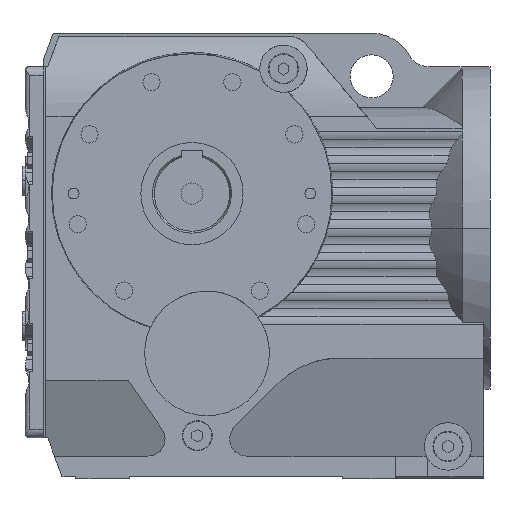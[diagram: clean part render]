
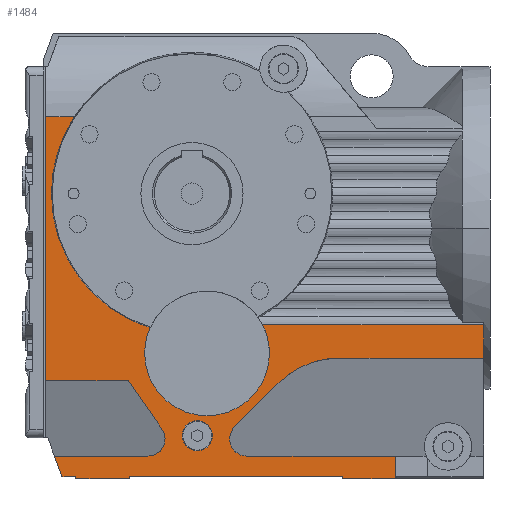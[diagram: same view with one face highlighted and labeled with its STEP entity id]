
A CAD part, front view. The second image highlights one B-rep face of the part: STEP entity #1484.
In plain terms, the highlighted planar face has unit normal (0, -1, 0).
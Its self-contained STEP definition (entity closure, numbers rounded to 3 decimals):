
#1484=ADVANCED_FACE('NONE',(#3136,#3137),#3138,.F.);
#3136=FACE_OUTER_BOUND('',#4970,.T.);
#3137=FACE_BOUND('',#4971,.T.);
#3138=PLANE('',#4972);
#4970=EDGE_LOOP('',(#9493,#9494,#9495,#9496,#9497,#9498,#9499,#9500,#9501,#9502,#9503,#9504,#9505,#9506,#9507,#9508,#9509,#9510,#9511,#9512,#9513,#9514,#9515,#9516,#9517,#9518,#9519,#9520,#9521));
#4971=EDGE_LOOP('',(#9522,#9523));
#4972=AXIS2_PLACEMENT_3D('',#9524,#9525,#9526);
#9493=ORIENTED_EDGE('',*,*,#12448,.T.);
#9494=ORIENTED_EDGE('',*,*,#12632,.T.);
#9495=ORIENTED_EDGE('',*,*,#12620,.T.);
#9496=ORIENTED_EDGE('',*,*,#12633,.T.);
#9497=ORIENTED_EDGE('',*,*,#12330,.F.);
#9498=ORIENTED_EDGE('',*,*,#12634,.F.);
#9499=ORIENTED_EDGE('',*,*,#12629,.F.);
#9500=ORIENTED_EDGE('',*,*,#12635,.T.);
#9501=ORIENTED_EDGE('',*,*,#12636,.T.);
#9502=ORIENTED_EDGE('',*,*,#12637,.F.);
#9503=ORIENTED_EDGE('',*,*,#12638,.F.);
#9504=ORIENTED_EDGE('',*,*,#12639,.F.);
#9505=ORIENTED_EDGE('',*,*,#12640,.T.);
#9506=ORIENTED_EDGE('',*,*,#12641,.F.);
#9507=ORIENTED_EDGE('',*,*,#12642,.F.);
#9508=ORIENTED_EDGE('',*,*,#12643,.T.);
#9509=ORIENTED_EDGE('',*,*,#12644,.T.);
#9510=ORIENTED_EDGE('',*,*,#12645,.T.);
#9511=ORIENTED_EDGE('',*,*,#10894,.T.);
#9512=ORIENTED_EDGE('',*,*,#12646,.T.);
#9513=ORIENTED_EDGE('',*,*,#12647,.T.);
#9514=ORIENTED_EDGE('',*,*,#12614,.F.);
#9515=ORIENTED_EDGE('',*,*,#12603,.T.);
#9516=ORIENTED_EDGE('',*,*,#12527,.T.);
#9517=ORIENTED_EDGE('',*,*,#12182,.F.);
#9518=ORIENTED_EDGE('',*,*,#12188,.F.);
#9519=ORIENTED_EDGE('',*,*,#12648,.F.);
#9520=ORIENTED_EDGE('',*,*,#12392,.T.);
#9521=ORIENTED_EDGE('',*,*,#12426,.T.);
#9522=ORIENTED_EDGE('',*,*,#12649,.F.);
#9523=ORIENTED_EDGE('',*,*,#12129,.F.);
#9524=CARTESIAN_POINT('',(90.674,-122.0,126.0));
#9525=DIRECTION('',(0.0,1.0,0.0));
#9526=DIRECTION('',(0.0,0.0,-1.0));
#10894=EDGE_CURVE('NONE',#13026,#13030,#13032,.T.);
#12129=EDGE_CURVE('NONE',#14894,#14896,#14897,.T.);
#12182=EDGE_CURVE('NONE',#14987,#14989,#14990,.T.);
#12188=EDGE_CURVE('NONE',#14997,#14987,#14999,.T.);
#12330=EDGE_CURVE('NONE',#15248,#15250,#15251,.T.);
#12392=EDGE_CURVE('NONE',#15344,#15342,#15345,.T.);
#12426=EDGE_CURVE('NONE',#15342,#15398,#15400,.T.);
#12448=EDGE_CURVE('NONE',#15398,#15433,#15435,.T.);
#12527=EDGE_CURVE('NONE',#15560,#14989,#15561,.T.);
#12603=EDGE_CURVE('NONE',#15649,#15560,#15650,.T.);
#12614=EDGE_CURVE('NONE',#15649,#15665,#15666,.T.);
#12620=EDGE_CURVE('NONE',#15674,#15675,#15676,.T.);
#12629=EDGE_CURVE('NONE',#15688,#15690,#15691,.T.);
#12632=EDGE_CURVE('NONE',#15433,#15674,#15694,.T.);
#12633=EDGE_CURVE('NONE',#15675,#15250,#15695,.T.);
#12634=EDGE_CURVE('NONE',#15690,#15248,#15696,.T.);
#12635=EDGE_CURVE('NONE',#15688,#15697,#15698,.T.);
#12636=EDGE_CURVE('NONE',#15697,#15699,#15700,.T.);
#12637=EDGE_CURVE('NONE',#15701,#15699,#15702,.T.);
#12638=EDGE_CURVE('NONE',#15703,#15701,#15704,.T.);
#12639=EDGE_CURVE('NONE',#15705,#15703,#15706,.T.);
#12640=EDGE_CURVE('NONE',#15705,#15707,#15708,.T.);
#12641=EDGE_CURVE('NONE',#15709,#15707,#15710,.T.);
#12642=EDGE_CURVE('NONE',#15711,#15709,#15712,.T.);
#12643=EDGE_CURVE('NONE',#15711,#15713,#15714,.T.);
#12644=EDGE_CURVE('NONE',#15713,#15715,#15716,.T.);
#12645=EDGE_CURVE('NONE',#15715,#13026,#15717,.T.);
#12646=EDGE_CURVE('NONE',#13030,#15718,#15719,.T.);
#12647=EDGE_CURVE('NONE',#15718,#15665,#15720,.T.);
#12648=EDGE_CURVE('NONE',#15344,#14997,#15721,.T.);
#12649=EDGE_CURVE('NONE',#14896,#14894,#15722,.T.);
#13026=VERTEX_POINT('',#16321);
#13030=VERTEX_POINT('NONE',#16336);
#13032=CIRCLE('',#16339,16.0);
#14894=VERTEX_POINT('NONE',#20860);
#14896=VERTEX_POINT('NONE',#20863);
#14897=CIRCLE('',#20864,14.0);
#14987=VERTEX_POINT('NONE',#21089);
#14989=VERTEX_POINT('NONE',#21092);
#14990=CIRCLE('',#21093,58.0);
#14997=VERTEX_POINT('NONE',#21110);
#14999=CIRCLE('',#21113,58.0);
#15248=VERTEX_POINT('NONE',#21538);
#15250=VERTEX_POINT('NONE',#21541);
#15251=CIRCLE('',#21542,16.0);
#15342=VERTEX_POINT('NONE',#21836);
#15344=VERTEX_POINT('NONE',#21839);
#15345=CIRCLE('',#21840,130.628);
#15398=VERTEX_POINT('NONE',#21962);
#15400=CIRCLE('',#22009,130.628);
#15433=VERTEX_POINT('NONE',#22195);
#15435=LINE('',#22197,#22198);
#15560=VERTEX_POINT('NONE',#22465);
#15561=LINE('',#22466,#22467);
#15649=VERTEX_POINT('NONE',#22778);
#15650=LINE('',#22779,#22780);
#15665=VERTEX_POINT('NONE',#22822);
#15666=LINE('',#22823,#22824);
#15674=VERTEX_POINT('NONE',#22854);
#15675=VERTEX_POINT('NONE',#22855);
#15676=LINE('',#22856,#22857);
#15688=VERTEX_POINT('NONE',#22884);
#15690=VERTEX_POINT('NONE',#22887);
#15691=LINE('',#22888,#22889);
#15694=LINE('',#22893,#22894);
#15695=LINE('',#22895,#22896);
#15696=CIRCLE('',#22897,16.0);
#15697=VERTEX_POINT('NONE',#22898);
#15698=LINE('',#22899,#22900);
#15699=VERTEX_POINT('NONE',#22901);
#15700=LINE('',#22902,#22903);
#15701=VERTEX_POINT('NONE',#22904);
#15702=LINE('',#22905,#22906);
#15703=VERTEX_POINT('NONE',#22907);
#15704=LINE('',#22908,#22909);
#15705=VERTEX_POINT('NONE',#22910);
#15706=LINE('',#22911,#22912);
#15707=VERTEX_POINT('NONE',#22913);
#15708=LINE('',#22914,#22915);
#15709=VERTEX_POINT('NONE',#22916);
#15710=LINE('',#22917,#22918);
#15711=VERTEX_POINT('NONE',#22919);
#15712=LINE('',#22920,#22921);
#15713=VERTEX_POINT('NONE',#22922);
#15714=LINE('',#22923,#22924);
#15715=VERTEX_POINT('NONE',#22925);
#15716=LINE('',#22926,#22927);
#15717=CIRCLE('',#22928,16.0);
#15718=VERTEX_POINT('NONE',#22929);
#15719=LINE('',#22930,#22931);
#15720=CIRCLE('',#22932,80.0);
#15721=CIRCLE('',#22933,58.0);
#15722=CIRCLE('',#22934,14.0);
#16321=CARTESIAN_POINT('',(35.0,-122.0,-228.0));
#16336=CARTESIAN_POINT('',(39.686,-122.0,-216.686));
#16339=AXIS2_PLACEMENT_3D('',#23455,#23456,#23457);
#20860=CARTESIAN_POINT('',(-9.0,-122.0,-225.0));
#20863=CARTESIAN_POINT('',(19.0,-122.0,-225.0));
#20864=AXIS2_PLACEMENT_3D('',#24587,#24588,#24589);
#21089=CARTESIAN_POINT('',(72.0,-122.0,-148.5));
#21092=CARTESIAN_POINT('',(65.592,-122.0,-122.0));
#21093=AXIS2_PLACEMENT_3D('',#24659,#24660,#24661);
#21110=CARTESIAN_POINT('',(-44.0,-122.0,-148.5));
#21113=AXIS2_PLACEMENT_3D('',#24666,#24667,#24668);
#21538=CARTESIAN_POINT('',(-25.0,-122.0,-228.0));
#21541=CARTESIAN_POINT('',(-27.894,-122.0,-218.823));
#21542=AXIS2_PLACEMENT_3D('',#24879,#24880,#24881);
#21836=CARTESIAN_POINT('',(-130.628,-122.0,0.0));
#21839=CARTESIAN_POINT('',(-38.894,-122.0,-124.704));
#21840=AXIS2_PLACEMENT_3D('',#24918,#24919,#24920);
#21962=CARTESIAN_POINT('',(-109.321,-122.0,71.503));
#22009=AXIS2_PLACEMENT_3D('',#24944,#24945,#24946);
#22195=CARTESIAN_POINT('',(-136.0,-122.0,71.503));
#22197=CARTESIAN_POINT('',(271.0,-122.0,71.503));
#22198=VECTOR('',#24956,1000.0);
#22465=CARTESIAN_POINT('',(271.0,-122.0,-122.0));
#22466=CARTESIAN_POINT('',(271.0,-122.0,-122.0));
#22467=VECTOR('',#25028,1000.0);
#22778=CARTESIAN_POINT('',(271.0,-122.0,-153.0));
#22779=CARTESIAN_POINT('',(271.0,-122.0,80.0));
#22780=VECTOR('',#25067,1000.0);
#22822=CARTESIAN_POINT('',(136.51,-122.0,-153.0));
#22823=CARTESIAN_POINT('',(271.0,-122.0,-153.0));
#22824=VECTOR('',#25075,1000.0);
#22854=CARTESIAN_POINT('',(-136.0,-122.0,-174.0));
#22855=CARTESIAN_POINT('',(-59.279,-122.0,-174.0));
#22856=CARTESIAN_POINT('',(-138.,-122.0,-174.0));
#22857=VECTOR('',#25078,1000.0);
#22884=CARTESIAN_POINT('',(-127.813,-122.0,-244.0));
#22887=CARTESIAN_POINT('',(-41.0,-122.0,-244.0));
#22888=CARTESIAN_POINT('',(-138.,-122.0,-244.0));
#22889=VECTOR('',#25085,1000.0);
#22893=CARTESIAN_POINT('',(-136.0,-122.0,126.0));
#22894=VECTOR('',#25087,1000.0);
#22895=CARTESIAN_POINT('',(-121.53,-122.0,-85.096));
#22896=VECTOR('',#25088,1000.0);
#22897=AXIS2_PLACEMENT_3D('',#25089,#25090,#25091);
#22898=CARTESIAN_POINT('',(-120.897,-122.0,-263.0));
#22899=CARTESIAN_POINT('',(-221.17,-122.0,12.498));
#22900=VECTOR('',#25092,1000.0);
#22901=CARTESIAN_POINT('',(-108.0,-122.0,-263.0));
#22902=CARTESIAN_POINT('',(271.0,-122.0,-263.0));
#22903=VECTOR('',#25093,1000.0);
#22904=CARTESIAN_POINT('',(-108.0,-122.0,-265.0));
#22905=CARTESIAN_POINT('',(-108.0,-122.0,-263.0));
#22906=VECTOR('',#25094,1000.0);
#22907=CARTESIAN_POINT('',(-58.0,-122.0,-265.0));
#22908=CARTESIAN_POINT('',(-108.0,-122.0,-265.0));
#22909=VECTOR('',#25095,1000.0);
#22910=CARTESIAN_POINT('',(-58.0,-122.0,-263.0));
#22911=CARTESIAN_POINT('',(-58.0,-122.0,-265.0));
#22912=VECTOR('',#25096,1000.0);
#22913=CARTESIAN_POINT('',(140.0,-122.0,-263.0));
#22914=CARTESIAN_POINT('',(271.0,-122.0,-263.0));
#22915=VECTOR('',#25097,1000.0);
#22916=CARTESIAN_POINT('',(140.0,-122.0,-265.0));
#22917=CARTESIAN_POINT('',(140.0,-122.0,-263.0));
#22918=VECTOR('',#25098,1000.0);
#22919=CARTESIAN_POINT('',(189.0,-122.0,-265.0));
#22920=CARTESIAN_POINT('',(140.0,-122.0,-265.0));
#22921=VECTOR('',#25099,1000.0);
#22922=CARTESIAN_POINT('',(189.0,-122.0,-244.0));
#22923=CARTESIAN_POINT('',(189.0,-122.0,-265.));
#22924=VECTOR('',#25100,1000.0);
#22925=CARTESIAN_POINT('',(51.0,-122.0,-244.0));
#22926=CARTESIAN_POINT('',(271.0,-122.0,-244.0));
#22927=VECTOR('',#25101,1000.0);
#22928=AXIS2_PLACEMENT_3D('',#25102,#25103,#25104);
#22929=CARTESIAN_POINT('',(79.941,-122.0,-176.431));
#22930=CARTESIAN_POINT('',(128.186,-122.0,-128.186));
#22931=VECTOR('',#25105,1000.0);
#22932=AXIS2_PLACEMENT_3D('',#25106,#25107,#25108);
#22933=AXIS2_PLACEMENT_3D('',#25109,#25110,#25111);
#22934=AXIS2_PLACEMENT_3D('',#25112,#25113,#25114);
#23455=CARTESIAN_POINT('',(51.0,-122.0,-228.0));
#23456=DIRECTION('',(-0.0,1.0,0.0));
#23457=DIRECTION('',(1.0,0.0,0.0));
#24587=CARTESIAN_POINT('',(5.0,-122.0,-225.0));
#24588=DIRECTION('',(0.0,-1.0,0.0));
#24589=DIRECTION('',(1.0,0.0,0.0));
#24659=CARTESIAN_POINT('',(14.0,-122.0,-148.5));
#24660=DIRECTION('',(0.0,-1.0,0.0));
#24661=DIRECTION('',(-1.0,0.0,0.0));
#24666=CARTESIAN_POINT('',(14.0,-122.0,-148.5));
#24667=DIRECTION('',(0.0,-1.0,0.0));
#24668=DIRECTION('',(-1.0,0.0,0.0));
#24879=CARTESIAN_POINT('',(-41.0,-122.0,-228.0));
#24880=DIRECTION('',(0.0,-1.0,0.0));
#24881=DIRECTION('',(1.0,0.0,0.0));
#24918=CARTESIAN_POINT('',(0.0,-122.0,0.0));
#24919=DIRECTION('',(0.0,1.0,0.0));
#24920=DIRECTION('',(-1.0,0.0,0.0));
#24944=CARTESIAN_POINT('',(0.0,-122.0,0.0));
#24945=DIRECTION('',(0.0,1.0,0.0));
#24946=DIRECTION('',(-1.0,0.0,0.0));
#24956=DIRECTION('',(-1.0,0.0,0.));
#25028=DIRECTION('',(-1.0,0.0,0.0));
#25067=DIRECTION('',(0.,0.0,1.0));
#25075=DIRECTION('',(-1.0,0.0,0.0));
#25078=DIRECTION('',(1.0,0.0,0.0));
#25085=DIRECTION('',(1.0,0.0,0.0));
#25087=DIRECTION('',(0.0,0.0,-1.0));
#25088=DIRECTION('',(0.574,0.0,-0.819));
#25089=CARTESIAN_POINT('',(-41.0,-122.0,-228.0));
#25090=DIRECTION('',(0.0,-1.0,0.0));
#25091=DIRECTION('',(1.0,0.0,0.0));
#25092=DIRECTION('',(0.342,0.0,-0.94));
#25093=DIRECTION('',(1.0,0.0,0.));
#25094=DIRECTION('',(0.0,0.0,1.0));
#25095=DIRECTION('',(-1.0,0.0,0.0));
#25096=DIRECTION('',(0.0,0.0,-1.0));
#25097=DIRECTION('',(1.0,0.0,0.));
#25098=DIRECTION('',(0.0,0.0,1.0));
#25099=DIRECTION('',(-1.0,0.0,0.0));
#25100=DIRECTION('',(0.0,0.,1.0));
#25101=DIRECTION('',(-1.0,0.0,0.0));
#25102=CARTESIAN_POINT('',(51.0,-122.0,-228.0));
#25103=DIRECTION('',(-0.0,1.0,0.0));
#25104=DIRECTION('',(1.0,0.0,0.0));
#25105=DIRECTION('',(0.707,0.0,0.707));
#25106=CARTESIAN_POINT('',(136.51,-122.0,-233.0));
#25107=DIRECTION('',(-0.0,1.0,0.0));
#25108=DIRECTION('',(1.0,0.0,0.0));
#25109=CARTESIAN_POINT('',(14.0,-122.0,-148.5));
#25110=DIRECTION('',(0.0,-1.0,0.0));
#25111=DIRECTION('',(-1.0,0.0,0.));
#25112=CARTESIAN_POINT('',(5.0,-122.0,-225.0));
#25113=DIRECTION('',(0.0,-1.0,0.0));
#25114=DIRECTION('',(1.0,0.0,0.0));
